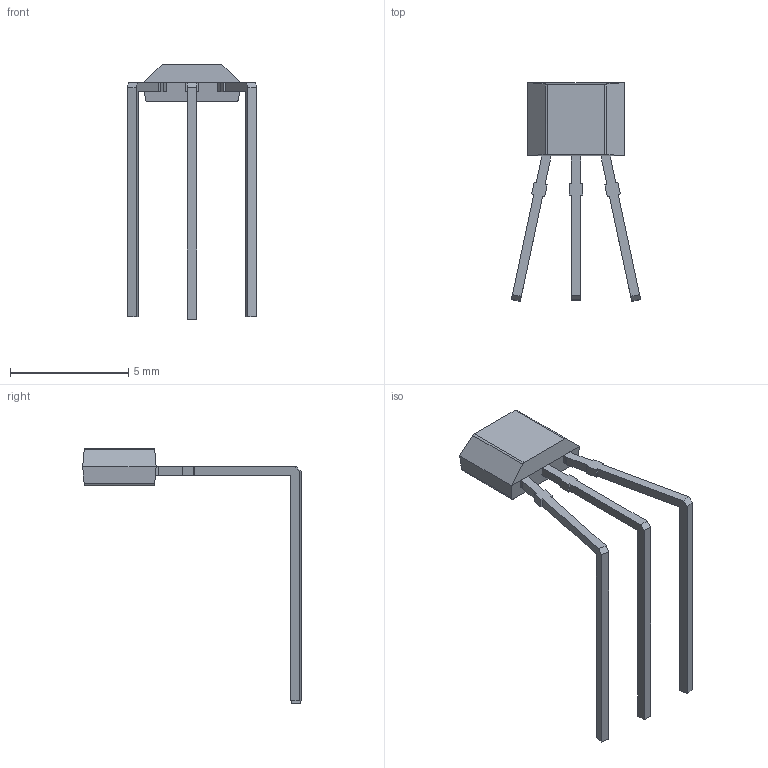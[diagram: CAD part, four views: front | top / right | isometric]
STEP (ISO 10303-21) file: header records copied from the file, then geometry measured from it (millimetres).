
FILE_DESCRIPTION(/* description */ ('STEP AP214','CAx-IF Rec.Pracs.---Representation and Presentation of Product Manufacturing Information (PMI)---4.0---2014-10-13'),/* implementation_level */ '2;1');
FILE_NAME(/* name */ 'SS49E lay flat v10.step',/* time_stamp */ '2025-02-16T22:17:20-05:00',/* author */ (''),/* organization */ (''),/* preprocessor_version */ 'ST-DEVELOPER v20',/* originating_system */ 'Autodesk Translation Framework v13.20.0.188',/* authorisation */ '');
FILE_SCHEMA (('AP242_MANAGED_MODEL_BASED_3D_ENGINEERING_MIM_LF { 1 0 10303 442 1 1 4 }'));
Length unit declared in the file: millimetre
Products named in the file (1): SS49E
Bounding box: 5.45 x 9.23 x 10.74 mm (x, y, z)
Volume: 24.3 mm3; surface area: 115 mm2
Topology: 4 solids, 4 shells, 71 faces, 185 edges, 122 vertices
Faces by surface type: plane 67, cylinder 4
Entity records: 2179 total; most frequent: CARTESIAN_POINT 379, ORIENTED_EDGE 370, DIRECTION 337, EDGE_CURVE 185, LINE 177, VECTOR 177, VERTEX_POINT 122, AXIS2_PLACEMENT_3D 80
